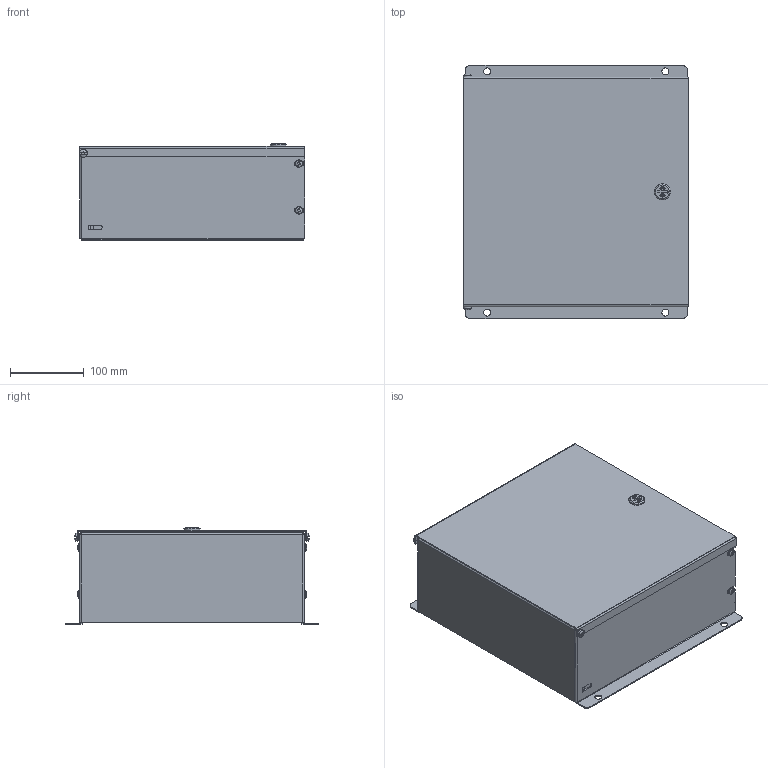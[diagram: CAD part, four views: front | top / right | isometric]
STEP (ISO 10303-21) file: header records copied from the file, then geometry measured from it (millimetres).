
FILE_DESCRIPTION( ( 'Unknown' ), '1' );
FILE_NAME( 'EL12124.stp', 'Unknown', ( 'Unknown' ), ( 'Unknown' ), 'PSStep 16.0.42', 'Unknown', ' ' );
FILE_SCHEMA( ( 'AUTOMOTIVE_DESIGN { 1 0 10303 214 1 1 1 1 }' ) );
Length unit declared in the file: millimetre
Products named in the file (10): LOCK PLASTIQUE ASSEMBLÉ; CAM; CORPS; EL12124-COVER; Assem1; EL12124-BOX; EL12124-BS; 10-32 x 0.500-FENTE-carré; ST_10-32 x 0.312
Assembly tree (13 placements, depth 4):
  Assem1
    EL12124-BOX
    EL12124-BS
    10-32 x 0.500-FENTE-carré  x2
    ST_10-32 x 0.312  x4
    EL12124-COVER
      EL12124-COVER
      LOCK PLASTIQUE ASSEMBLÉ
        CAM
        CORPS
Bounding box: 305.6 x 342.9 x 130.86 mm (x, y, z)
Volume: 571551.4 mm3; surface area: 757143.8 mm2
Topology: 11 solids, 11 shells, 538 faces, 1419 edges, 931 vertices
Faces by surface type: plane 407, cylinder 102, sphere 12, cone 9, extrusion 8
Full cylindrical faces by diameter (mm): 0.346 x1, 4.293 x11, 4.801 x2, 4.826 x4, 6.35 x3, 9.525 x4, 10.871 x2, 21.819 x1
Entity records: 18729 total; most frequent: CARTESIAN_POINT 3229, ORIENTED_EDGE 2420, DIRECTION 2290, EDGE_CURVE 1210, VECTOR 880, LINE 872, VERTEX_POINT 807, AXIS2_PLACEMENT_3D 705
